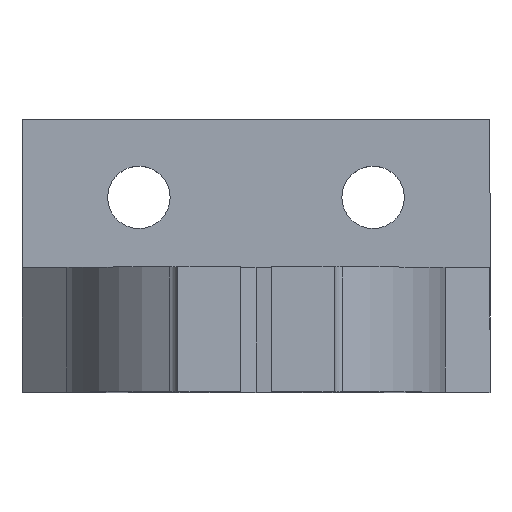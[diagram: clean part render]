
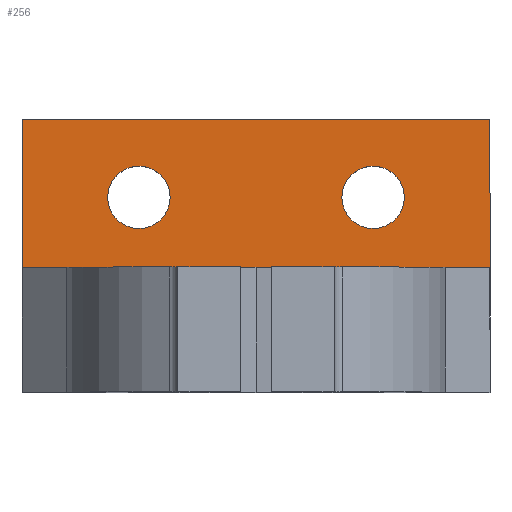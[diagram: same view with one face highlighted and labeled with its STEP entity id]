
A CAD part, top view. The second image highlights one B-rep face of the part: STEP entity #256.
In plain terms, the highlighted planar face has unit normal (0, 0, 1).
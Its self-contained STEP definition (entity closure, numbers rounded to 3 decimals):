
#2 = DIRECTION ( 'NONE',  ( 0., 0., -1. ) ) ;
#31 = ORIENTED_EDGE ( 'NONE', *, *, #802, .T. ) ;
#69 = DIRECTION ( 'NONE',  ( 0., 0., -1. ) ) ;
#91 = CARTESIAN_POINT ( 'NONE',  ( 15., 25., 21.974 ) ) ;
#92 = FACE_BOUND ( 'NONE', #423, .T. ) ;
#118 = LINE ( 'NONE', #1000, #1046 ) ;
#130 = CARTESIAN_POINT ( 'NONE',  ( -29.966, 0., 21.974 ) ) ;
#131 = VERTEX_POINT ( 'NONE', #413 ) ;
#132 = VERTEX_POINT ( 'NONE', #138 ) ;
#133 = CARTESIAN_POINT ( 'NONE',  ( -29.966, 16., 21.974 ) ) ;
#138 = CARTESIAN_POINT ( 'NONE',  ( -11., 25., 21.974 ) ) ;
#180 = DIRECTION ( 'NONE',  ( -1., 0., 0. ) ) ;
#204 = DIRECTION ( 'NONE',  ( 0., 1., 0. ) ) ;
#205 = VECTOR ( 'NONE', #204, 1000. ) ;
#247 = DIRECTION ( 'NONE',  ( 0., -1., 0. ) ) ;
#256 = ADVANCED_FACE ( 'NONE', ( #1073, #92, #1122 ), #972, .F. ) ;
#257 = CARTESIAN_POINT ( 'NONE',  ( -15., 25., 21.974 ) ) ;
#265 = DIRECTION ( 'NONE',  ( -1., 0., 0. ) ) ;
#287 = LINE ( 'NONE', #858, #910 ) ;
#319 = ORIENTED_EDGE ( 'NONE', *, *, #627, .T. ) ;
#357 = CARTESIAN_POINT ( 'NONE',  ( 15., 25., 21.974 ) ) ;
#361 = VERTEX_POINT ( 'NONE', #636 ) ;
#413 = CARTESIAN_POINT ( 'NONE',  ( -19., 25., 21.974 ) ) ;
#423 = EDGE_LOOP ( 'NONE', ( #554, #31 ) ) ;
#453 = EDGE_CURVE ( 'NONE', #1129, #992, #644, .T. ) ;
#476 = ORIENTED_EDGE ( 'NONE', *, *, #927, .F. ) ;
#479 = ORIENTED_EDGE ( 'NONE', *, *, #565, .F. ) ;
#529 = DIRECTION ( 'NONE',  ( 0., 0., -1. ) ) ;
#536 = CARTESIAN_POINT ( 'NONE',  ( -15., 25., 21.974 ) ) ;
#544 = CARTESIAN_POINT ( 'NONE',  ( 0., 0., 21.974 ) ) ;
#554 = ORIENTED_EDGE ( 'NONE', *, *, #700, .T. ) ;
#564 = EDGE_LOOP ( 'NONE', ( #623, #319 ) ) ;
#565 = EDGE_CURVE ( 'NONE', #789, #361, #287, .T. ) ;
#568 = CARTESIAN_POINT ( 'NONE',  ( -29.966, 35., 21.974 ) ) ;
#575 = VERTEX_POINT ( 'NONE', #595 ) ;
#580 = EDGE_LOOP ( 'NONE', ( #933, #831, #479, #476 ) ) ;
#581 = AXIS2_PLACEMENT_3D ( 'NONE', #544, #702, #1071 ) ;
#595 = CARTESIAN_POINT ( 'NONE',  ( 11., 25., 21.974 ) ) ;
#617 = CIRCLE ( 'NONE', #898, 4. ) ;
#623 = ORIENTED_EDGE ( 'NONE', *, *, #794, .T. ) ;
#627 = EDGE_CURVE ( 'NONE', #575, #673, #816, .T. ) ;
#636 = CARTESIAN_POINT ( 'NONE',  ( 29.966, 16., 21.974 ) ) ;
#638 = CARTESIAN_POINT ( 'NONE',  ( 29.966, 35., 21.974 ) ) ;
#644 = LINE ( 'NONE', #130, #205 ) ;
#660 = EDGE_CURVE ( 'NONE', #1129, #361, #1121, .T. ) ;
#673 = VERTEX_POINT ( 'NONE', #1143 ) ;
#682 = AXIS2_PLACEMENT_3D ( 'NONE', #357, #529, #265 ) ;
#700 = EDGE_CURVE ( 'NONE', #132, #131, #617, .T. ) ;
#702 = DIRECTION ( 'NONE',  ( 0., 0., -1. ) ) ;
#703 = DIRECTION ( 'NONE',  ( 0., 0., -1. ) ) ;
#716 = AXIS2_PLACEMENT_3D ( 'NONE', #91, #2, #795 ) ;
#720 = DIRECTION ( 'NONE',  ( 1., 0., 0. ) ) ;
#735 = AXIS2_PLACEMENT_3D ( 'NONE', #536, #703, #977 ) ;
#775 = DIRECTION ( 'NONE',  ( 1., 0., 0. ) ) ;
#789 = VERTEX_POINT ( 'NONE', #638 ) ;
#794 = EDGE_CURVE ( 'NONE', #673, #575, #825, .T. ) ;
#795 = DIRECTION ( 'NONE',  ( -1., 0., 0. ) ) ;
#802 = EDGE_CURVE ( 'NONE', #131, #132, #923, .T. ) ;
#816 = CIRCLE ( 'NONE', #682, 4. ) ;
#825 = CIRCLE ( 'NONE', #716, 4. ) ;
#831 = ORIENTED_EDGE ( 'NONE', *, *, #660, .T. ) ;
#858 = CARTESIAN_POINT ( 'NONE',  ( 29.966, 0., 21.974 ) ) ;
#898 = AXIS2_PLACEMENT_3D ( 'NONE', #257, #69, #180 ) ;
#910 = VECTOR ( 'NONE', #247, 1000. ) ;
#923 = CIRCLE ( 'NONE', #735, 4. ) ;
#927 = EDGE_CURVE ( 'NONE', #992, #789, #118, .T. ) ;
#933 = ORIENTED_EDGE ( 'NONE', *, *, #453, .F. ) ;
#958 = CARTESIAN_POINT ( 'NONE',  ( -45.436, 16., 21.974 ) ) ;
#972 = PLANE ( 'NONE',  #581 ) ;
#977 = DIRECTION ( 'NONE',  ( -1., 0., 0. ) ) ;
#992 = VERTEX_POINT ( 'NONE', #568 ) ;
#1000 = CARTESIAN_POINT ( 'NONE',  ( 31.466, 35., 21.974 ) ) ;
#1046 = VECTOR ( 'NONE', #720, 1000. ) ;
#1071 = DIRECTION ( 'NONE',  ( -1., 0., 0. ) ) ;
#1073 = FACE_BOUND ( 'NONE', #564, .T. ) ;
#1121 = LINE ( 'NONE', #958, #1136 ) ;
#1122 = FACE_OUTER_BOUND ( 'NONE', #580, .T. ) ;
#1129 = VERTEX_POINT ( 'NONE', #133 ) ;
#1136 = VECTOR ( 'NONE', #775, 1000. ) ;
#1143 = CARTESIAN_POINT ( 'NONE',  ( 19., 25., 21.974 ) ) ;
